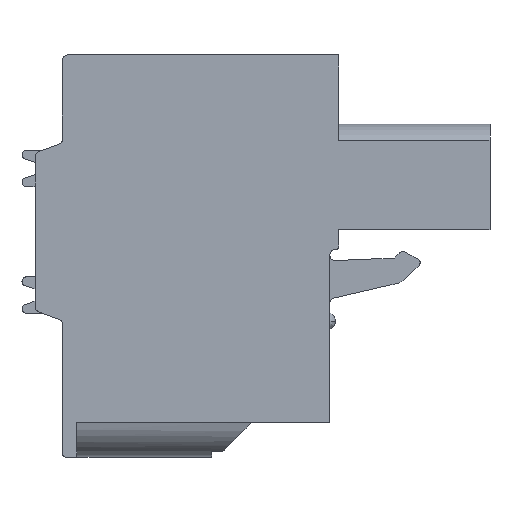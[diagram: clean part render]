
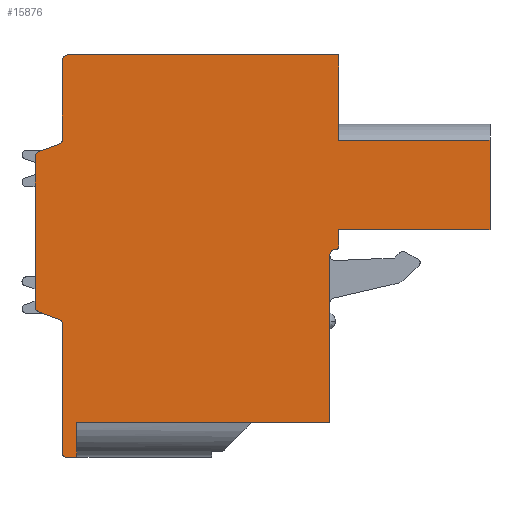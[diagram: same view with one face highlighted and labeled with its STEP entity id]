
A CAD part, front view. The second image highlights one B-rep face of the part: STEP entity #15876.
In plain terms, the highlighted planar face has unit normal (0, -1, 0).
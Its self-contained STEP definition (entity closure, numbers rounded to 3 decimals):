
#1431=DIRECTION('',(0.,0.,1.));
#1432=VECTOR('',#1431,4.7);
#1433=CARTESIAN_POINT('',(4.181,-60.86,6.775));
#1434=LINE('',#1433,#1432);
#1542=DIRECTION('',(-1.,0.,0.));
#1543=VECTOR('',#1542,8.3);
#1544=CARTESIAN_POINT('',(12.481,-60.86,6.775));
#1545=LINE('',#1544,#1543);
#1546=DIRECTION('',(0.,0.,-1.));
#1547=VECTOR('',#1546,4.9);
#1548=CARTESIAN_POINT('',(12.481,-60.86,6.775));
#1549=LINE('',#1548,#1547);
#1550=DIRECTION('',(-1.,0.,0.));
#1551=VECTOR('',#1550,8.3);
#1552=CARTESIAN_POINT('',(12.481,-60.86,1.875));
#1553=LINE('',#1552,#1551);
#1554=DIRECTION('',(0.,0.,-1.));
#1555=VECTOR('',#1554,0.901);
#1556=CARTESIAN_POINT('',(4.181,-60.86,1.875));
#1557=LINE('',#1556,#1555);
#1558=CARTESIAN_POINT('',(3.981,-60.86,0.974));
#1559=DIRECTION('',(0.,1.,0.));
#1560=DIRECTION('',(1.,0.,0.));
#1561=AXIS2_PLACEMENT_3D('',#1558,#1559,#1560);
#1563=CARTESIAN_POINT('',(3.981,-60.86,0.474));
#1564=DIRECTION('',(0.,-1.,0.));
#1565=DIRECTION('',(0.,0.,1.));
#1566=AXIS2_PLACEMENT_3D('',#1563,#1564,#1565);
#1568=DIRECTION('',(-1.,0.,0.));
#1569=VECTOR('',#1568,13.9);
#1570=CARTESIAN_POINT('',(3.681,-60.86,-8.725));
#1571=LINE('',#1570,#1569);
#1572=DIRECTION('',(0.,0.,-1.));
#1573=VECTOR('',#1572,1.9);
#1574=CARTESIAN_POINT('',(-10.219,-60.86,-8.725));
#1575=LINE('',#1574,#1573);
#1576=DIRECTION('',(-1.,0.,0.));
#1577=VECTOR('',#1576,0.6);
#1578=CARTESIAN_POINT('',(-10.219,-60.86,-10.625));
#1579=LINE('',#1578,#1577);
#1580=CARTESIAN_POINT('',(-10.819,-60.86,-10.425));
#1581=DIRECTION('',(0.,1.,0.));
#1582=DIRECTION('',(0.,0.,-1.));
#1583=AXIS2_PLACEMENT_3D('',#1580,#1581,#1582);
#1585=DIRECTION('',(0.,0.,1.));
#1586=VECTOR('',#1585,7.095);
#1587=CARTESIAN_POINT('',(-11.019,-60.86,-10.425));
#1588=LINE('',#1587,#1586);
#1589=CARTESIAN_POINT('',(-11.319,-60.86,-3.33));
#1590=DIRECTION('',(0.,-1.,0.));
#1591=DIRECTION('',(1.,0.,0.));
#1592=AXIS2_PLACEMENT_3D('',#1589,#1590,#1591);
#1594=DIRECTION('',(-0.94,0.,0.342));
#1595=VECTOR('',#1594,1.176);
#1596=CARTESIAN_POINT('',(-11.216,-60.86,-3.048));
#1597=LINE('',#1596,#1595);
#1598=CARTESIAN_POINT('',(-12.219,-60.86,-2.364));
#1599=DIRECTION('',(0.,1.,0.));
#1600=DIRECTION('',(-0.342,0.,-0.94));
#1601=AXIS2_PLACEMENT_3D('',#1598,#1599,#1600);
#1603=DIRECTION('',(0.,0.,1.));
#1604=VECTOR('',#1603,8.238);
#1605=CARTESIAN_POINT('',(-12.519,-60.86,-2.364));
#1606=LINE('',#1605,#1604);
#1607=CARTESIAN_POINT('',(-12.219,-60.86,5.874));
#1608=DIRECTION('',(0.,1.,0.));
#1609=DIRECTION('',(-1.,0.,0.));
#1610=AXIS2_PLACEMENT_3D('',#1607,#1608,#1609);
#1612=DIRECTION('',(0.94,0.,0.342));
#1613=VECTOR('',#1612,1.176);
#1614=CARTESIAN_POINT('',(-12.321,-60.86,6.156));
#1615=LINE('',#1614,#1613);
#1616=CARTESIAN_POINT('',(-11.319,-60.86,6.84));
#1617=DIRECTION('',(0.,-1.,0.));
#1618=DIRECTION('',(0.342,0.,-0.94));
#1619=AXIS2_PLACEMENT_3D('',#1616,#1617,#1618);
#1621=DIRECTION('',(0.,0.,1.));
#1622=VECTOR('',#1621,4.335);
#1623=CARTESIAN_POINT('',(-11.019,-60.86,6.84));
#1624=LINE('',#1623,#1622);
#1625=CARTESIAN_POINT('',(-10.719,-60.86,11.175));
#1626=DIRECTION('',(0.,1.,0.));
#1627=DIRECTION('',(-1.,0.,0.));
#1628=AXIS2_PLACEMENT_3D('',#1625,#1626,#1627);
#1630=DIRECTION('',(1.,0.,0.));
#1631=VECTOR('',#1630,14.9);
#1632=CARTESIAN_POINT('',(-10.719,-60.86,11.475));
#1633=LINE('',#1632,#1631);
#2330=DIRECTION('',(0.,0.,1.));
#2331=VECTOR('',#2330,9.199);
#2332=CARTESIAN_POINT('',(3.681,-60.86,-8.725));
#2333=LINE('',#2332,#2331);
#11292=CARTESIAN_POINT('',(-12.519,-60.86,-2.364));
#11293=CARTESIAN_POINT('',(-12.519,-60.86,5.874));
#11294=VERTEX_POINT('',#11292);
#11295=VERTEX_POINT('',#11293);
#11296=CARTESIAN_POINT('',(-12.321,-60.86,6.156));
#11297=VERTEX_POINT('',#11296);
#11298=CARTESIAN_POINT('',(-11.216,-60.86,6.558));
#11299=VERTEX_POINT('',#11298);
#11300=CARTESIAN_POINT('',(-11.019,-60.86,6.84));
#11301=VERTEX_POINT('',#11300);
#11302=CARTESIAN_POINT('',(-11.019,-60.86,11.175));
#11303=VERTEX_POINT('',#11302);
#11304=CARTESIAN_POINT('',(-10.719,-60.86,11.475));
#11305=VERTEX_POINT('',#11304);
#11306=CARTESIAN_POINT('',(4.181,-60.86,11.475));
#11307=VERTEX_POINT('',#11306);
#11308=CARTESIAN_POINT('',(3.681,-60.86,-8.725));
#11309=CARTESIAN_POINT('',(-10.219,-60.86,-8.725));
#11310=VERTEX_POINT('',#11308);
#11311=VERTEX_POINT('',#11309);
#11312=CARTESIAN_POINT('',(-10.219,-60.86,-10.625));
#11313=VERTEX_POINT('',#11312);
#11314=CARTESIAN_POINT('',(-10.819,-60.86,-10.625));
#11315=VERTEX_POINT('',#11314);
#11316=CARTESIAN_POINT('',(-11.019,-60.86,-10.425));
#11317=VERTEX_POINT('',#11316);
#11318=CARTESIAN_POINT('',(-11.019,-60.86,-3.33));
#11319=VERTEX_POINT('',#11318);
#11320=CARTESIAN_POINT('',(-11.216,-60.86,-3.048));
#11321=VERTEX_POINT('',#11320);
#11322=CARTESIAN_POINT('',(-12.321,-60.86,-2.646));
#11323=VERTEX_POINT('',#11322);
#11334=CARTESIAN_POINT('',(4.181,-60.86,0.974));
#11335=CARTESIAN_POINT('',(3.981,-60.86,0.774));
#11336=VERTEX_POINT('',#11334);
#11337=VERTEX_POINT('',#11335);
#11338=CARTESIAN_POINT('',(4.181,-60.86,1.875));
#11339=VERTEX_POINT('',#11338);
#11340=CARTESIAN_POINT('',(3.681,-60.86,0.474));
#11341=VERTEX_POINT('',#11340);
#11342=CARTESIAN_POINT('',(12.481,-60.86,1.875));
#11343=VERTEX_POINT('',#11342);
#12577=CARTESIAN_POINT('',(4.181,-60.86,6.775));
#12579=VERTEX_POINT('',#12577);
#12582=CARTESIAN_POINT('',(12.481,-60.86,6.775));
#12583=VERTEX_POINT('',#12582);
#15826=CARTESIAN_POINT('',(0.,-60.86,0.));
#15827=DIRECTION('',(0.,1.,0.));
#15828=DIRECTION('',(1.,0.,0.));
#15829=AXIS2_PLACEMENT_3D('',#15826,#15827,#15828);
#15830=PLANE('',#15829);
#15831=ORIENTED_EDGE('',*,*,#15761,.F.);
#15832=ORIENTED_EDGE('',*,*,#14906,.T.);
#15834=ORIENTED_EDGE('',*,*,#15833,.T.);
#15836=ORIENTED_EDGE('',*,*,#15835,.T.);
#15838=ORIENTED_EDGE('',*,*,#15837,.T.);
#15840=ORIENTED_EDGE('',*,*,#15839,.T.);
#15842=ORIENTED_EDGE('',*,*,#15841,.F.);
#15844=ORIENTED_EDGE('',*,*,#15843,.T.);
#15846=ORIENTED_EDGE('',*,*,#15845,.T.);
#15848=ORIENTED_EDGE('',*,*,#15847,.T.);
#15850=ORIENTED_EDGE('',*,*,#15849,.T.);
#15852=ORIENTED_EDGE('',*,*,#15851,.T.);
#15854=ORIENTED_EDGE('',*,*,#15853,.T.);
#15856=ORIENTED_EDGE('',*,*,#15855,.T.);
#15858=ORIENTED_EDGE('',*,*,#15857,.T.);
#15860=ORIENTED_EDGE('',*,*,#15859,.T.);
#15862=ORIENTED_EDGE('',*,*,#15861,.T.);
#15864=ORIENTED_EDGE('',*,*,#15863,.T.);
#15866=ORIENTED_EDGE('',*,*,#15865,.T.);
#15868=ORIENTED_EDGE('',*,*,#15867,.T.);
#15870=ORIENTED_EDGE('',*,*,#15869,.T.);
#15872=ORIENTED_EDGE('',*,*,#15871,.T.);
#15873=ORIENTED_EDGE('',*,*,#15775,.F.);
#15874=EDGE_LOOP('',(#15831,#15832,#15834,#15836,#15838,#15840,#15842,#15844,
#15846,#15848,#15850,#15852,#15854,#15856,#15858,#15860,#15862,#15864,#15866,
#15868,#15870,#15872,#15873));
#15875=FACE_OUTER_BOUND('',#15874,.F.);
#15876=ADVANCED_FACE('',(#15875),#15830,.F.);
#1562=CIRCLE('',#1561,0.2);
#1567=CIRCLE('',#1566,0.3);
#1584=CIRCLE('',#1583,0.2);
#1593=CIRCLE('',#1592,0.3);
#1602=CIRCLE('',#1601,0.3);
#1611=CIRCLE('',#1610,0.3);
#1620=CIRCLE('',#1619,0.3);
#1629=CIRCLE('',#1628,0.3);
#14906=EDGE_CURVE('',#12583,#11343,#1549,.T.);
#15761=EDGE_CURVE('',#12583,#12579,#1545,.T.);
#15775=EDGE_CURVE('',#12579,#11307,#1434,.T.);
#15833=EDGE_CURVE('',#11343,#11339,#1553,.T.);
#15835=EDGE_CURVE('',#11339,#11336,#1557,.T.);
#15837=EDGE_CURVE('',#11336,#11337,#1562,.T.);
#15839=EDGE_CURVE('',#11337,#11341,#1567,.T.);
#15841=EDGE_CURVE('',#11310,#11341,#2333,.T.);
#15843=EDGE_CURVE('',#11310,#11311,#1571,.T.);
#15845=EDGE_CURVE('',#11311,#11313,#1575,.T.);
#15847=EDGE_CURVE('',#11313,#11315,#1579,.T.);
#15849=EDGE_CURVE('',#11315,#11317,#1584,.T.);
#15851=EDGE_CURVE('',#11317,#11319,#1588,.T.);
#15853=EDGE_CURVE('',#11319,#11321,#1593,.T.);
#15855=EDGE_CURVE('',#11321,#11323,#1597,.T.);
#15857=EDGE_CURVE('',#11323,#11294,#1602,.T.);
#15859=EDGE_CURVE('',#11294,#11295,#1606,.T.);
#15861=EDGE_CURVE('',#11295,#11297,#1611,.T.);
#15863=EDGE_CURVE('',#11297,#11299,#1615,.T.);
#15865=EDGE_CURVE('',#11299,#11301,#1620,.T.);
#15867=EDGE_CURVE('',#11301,#11303,#1624,.T.);
#15869=EDGE_CURVE('',#11303,#11305,#1629,.T.);
#15871=EDGE_CURVE('',#11305,#11307,#1633,.T.);
